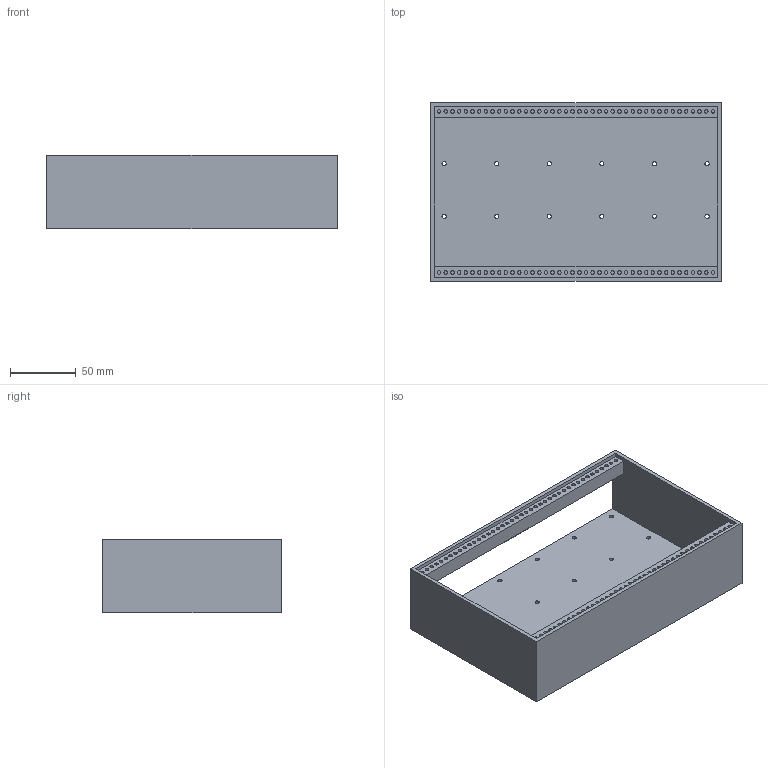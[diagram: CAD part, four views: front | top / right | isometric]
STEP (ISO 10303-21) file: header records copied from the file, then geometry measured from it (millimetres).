
FILE_DESCRIPTION(('HOOPS Exchange Step'),'2;1');
FILE_NAME('tiny-case-42hp.stp','2023-09-24T12:36:06+08:00',('wangke'),('Unknown organisation'),'HOOPS Exchange 2023.1','HOOPS Exchange','Unknown authorisation');
FILE_SCHEMA( ('AP203_CONFIGURATION_CONTROLLED_3D_DESIGN_OF_MECHANICAL_PARTS_AND_ASSEMBLIES_MIM_LF') );
Length unit declared in the file: millimetre
Products named in the file (1): Solid 32
Bounding box: 221.1 x 136 x 56 mm (x, y, z)
Volume: 234166.7 mm3; surface area: 137541.2 mm2
Topology: 1 solids, 1 shells, 219 faces, 591 edges, 462 vertices
Faces by surface type: cylinder 112, plane 107
Full cylindrical faces by diameter (mm): 2.7 x84, 3.2 x24, 13 x4
Entity records: 7542 total; most frequent: DIRECTION 1459, CARTESIAN_POINT 1273, ORIENTED_EDGE 1182, AXIS2_PLACEMENT_3D 648, EDGE_CURVE 591, VERTEX_POINT 462, CIRCLE 428, EDGE_LOOP 357
